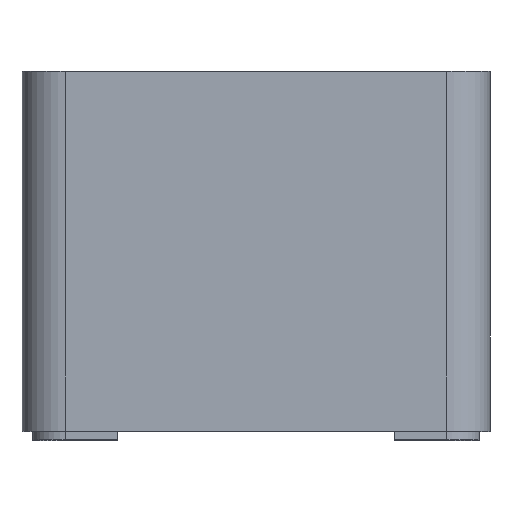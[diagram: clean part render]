
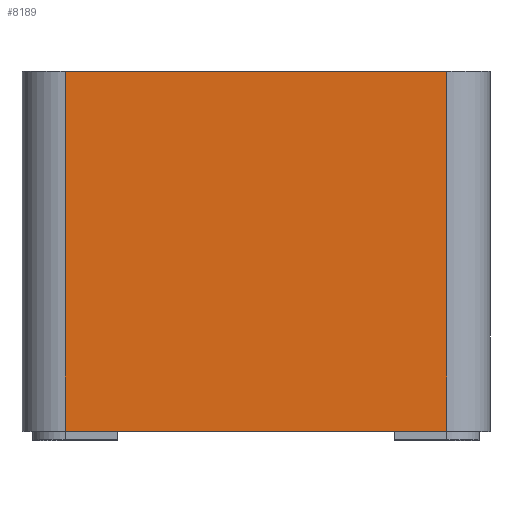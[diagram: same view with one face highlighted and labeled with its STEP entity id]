
A CAD part, top view. The second image highlights one B-rep face of the part: STEP entity #8189.
In plain terms, the highlighted planar face has unit normal (0, 0, 1).
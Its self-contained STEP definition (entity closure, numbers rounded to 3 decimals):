
#763=PLANE('',#8583);
#1190=FACE_OUTER_BOUND('',#1669,.T.);
#1669=EDGE_LOOP('',(#7672,#7673,#7674,#7675));
#1953=LINE('',#11673,#2702);
#2283=LINE('',#15143,#3032);
#2420=LINE('',#15500,#3169);
#2421=LINE('',#15502,#3170);
#2702=VECTOR('',#9212,10.);
#3032=VECTOR('',#9740,10.);
#3169=VECTOR('',#10109,10.);
#3170=VECTOR('',#10112,10.);
#3692=VERTEX_POINT('',#11670);
#3693=VERTEX_POINT('',#11672);
#3987=VERTEX_POINT('',#15140);
#3988=VERTEX_POINT('',#15142);
#4582=EDGE_CURVE('',#3693,#3692,#1953,.T.);
#5114=EDGE_CURVE('',#3987,#3988,#2283,.T.);
#5293=EDGE_CURVE('',#3692,#3988,#2420,.T.);
#5294=EDGE_CURVE('',#3693,#3987,#2421,.T.);
#7672=ORIENTED_EDGE('',*,*,#4582,.T.);
#7673=ORIENTED_EDGE('',*,*,#5293,.T.);
#7674=ORIENTED_EDGE('',*,*,#5114,.F.);
#7675=ORIENTED_EDGE('',*,*,#5294,.F.);
#8189=ADVANCED_FACE('',(#1190),#763,.T.);
#8583=AXIS2_PLACEMENT_3D('',#15501,#10110,#10111);
#9212=DIRECTION('',(1.,0.,0.));
#9740=DIRECTION('',(1.,0.,0.));
#10109=DIRECTION('',(0.,1.,0.));
#10110=DIRECTION('center_axis',(0.,0.,1.));
#10111=DIRECTION('ref_axis',(1.,0.,0.));
#10112=DIRECTION('',(0.,1.,0.));
#11670=CARTESIAN_POINT('',(22.,0.,27.));
#11672=CARTESIAN_POINT('',(-22.,0.,27.));
#11673=CARTESIAN_POINT('',(-22.,0.,27.));
#15140=CARTESIAN_POINT('',(-22.,41.5,27.));
#15142=CARTESIAN_POINT('',(22.,41.5,27.));
#15143=CARTESIAN_POINT('',(-22.,41.5,27.));
#15500=CARTESIAN_POINT('',(22.,0.,27.));
#15501=CARTESIAN_POINT('Origin',(-22.,0.,27.));
#15502=CARTESIAN_POINT('',(-22.,0.,27.));
